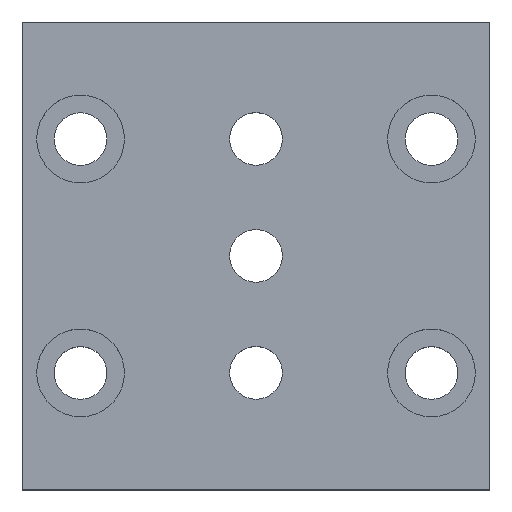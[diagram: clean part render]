
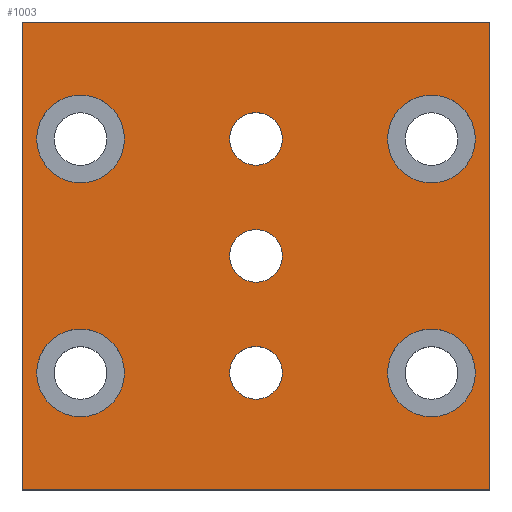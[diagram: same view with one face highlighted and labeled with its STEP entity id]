
A CAD part, top view. The second image highlights one B-rep face of the part: STEP entity #1003.
In plain terms, the highlighted planar face has unit normal (0, 0, 1).
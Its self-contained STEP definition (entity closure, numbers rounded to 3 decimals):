
#139=CARTESIAN_POINT('',(4.5,0.0,7.5));
#140=VERTEX_POINT('',#139);
#141=CARTESIAN_POINT('',(0.0,0.0,7.5));
#142=DIRECTION('',(0.0,0.0,-1.0));
#143=DIRECTION('',(-1.0,0.0,0.0));
#144=AXIS2_PLACEMENT_3D('',#141,#142,#143);
#145=CIRCLE('',#144,4.5);
#146=EDGE_CURVE('',#140,#140,#145,.T.);
#249=CARTESIAN_POINT('',(4.5,-20.0,7.5));
#250=VERTEX_POINT('',#249);
#251=CARTESIAN_POINT('',(0.0,-20.0,7.5));
#252=DIRECTION('',(0.0,0.0,-1.0));
#253=DIRECTION('',(-1.0,0.0,0.0));
#254=AXIS2_PLACEMENT_3D('',#251,#252,#253);
#255=CIRCLE('',#254,4.5);
#256=EDGE_CURVE('',#250,#250,#255,.T.);
#359=CARTESIAN_POINT('',(4.5,20.0,7.5));
#360=VERTEX_POINT('',#359);
#361=CARTESIAN_POINT('',(0.0,20.0,7.5));
#362=DIRECTION('',(0.0,0.0,-1.0));
#363=DIRECTION('',(-1.0,0.0,0.0));
#364=AXIS2_PLACEMENT_3D('',#361,#362,#363);
#365=CIRCLE('',#364,4.5);
#366=EDGE_CURVE('',#360,#360,#365,.T.);
#428=CARTESIAN_POINT('',(37.5,-20.0,7.5));
#429=VERTEX_POINT('',#428);
#430=CARTESIAN_POINT('',(30.0,-20.0,7.5));
#431=DIRECTION('',(0.0,0.0,-1.0));
#432=DIRECTION('',(1.0,0.0,0.0));
#433=AXIS2_PLACEMENT_3D('',#430,#431,#432);
#434=CIRCLE('',#433,7.5);
#435=EDGE_CURVE('',#429,#429,#434,.T.);
#538=CARTESIAN_POINT('',(-22.5,20.0,7.5));
#539=VERTEX_POINT('',#538);
#540=CARTESIAN_POINT('',(-30.0,20.0,7.5));
#541=DIRECTION('',(0.0,0.0,-1.0));
#542=DIRECTION('',(1.0,0.0,0.0));
#543=AXIS2_PLACEMENT_3D('',#540,#541,#542);
#544=CIRCLE('',#543,7.5);
#545=EDGE_CURVE('',#539,#539,#544,.T.);
#648=CARTESIAN_POINT('',(37.5,20.0,7.5));
#649=VERTEX_POINT('',#648);
#650=CARTESIAN_POINT('',(30.0,20.0,7.5));
#651=DIRECTION('',(0.0,0.0,-1.0));
#652=DIRECTION('',(1.0,0.0,0.0));
#653=AXIS2_PLACEMENT_3D('',#650,#651,#652);
#654=CIRCLE('',#653,7.5);
#655=EDGE_CURVE('',#649,#649,#654,.T.);
#758=CARTESIAN_POINT('',(-22.5,-20.0,7.5));
#759=VERTEX_POINT('',#758);
#760=CARTESIAN_POINT('',(-30.0,-20.0,7.5));
#761=DIRECTION('',(0.0,0.0,-1.0));
#762=DIRECTION('',(1.0,0.0,0.0));
#763=AXIS2_PLACEMENT_3D('',#760,#761,#762);
#764=CIRCLE('',#763,7.5);
#765=EDGE_CURVE('',#759,#759,#764,.T.);
#880=CARTESIAN_POINT('',(-40.0,-40.0,7.5));
#881=VERTEX_POINT('',#880);
#882=CARTESIAN_POINT('',(-40.0,40.0,7.5));
#883=VERTEX_POINT('',#882);
#884=CARTESIAN_POINT('',(-40.0,-40.0,7.5));
#885=DIRECTION('',(0.0,1.0,0.0));
#886=VECTOR('',#885,80.0);
#887=LINE('',#884,#886);
#888=EDGE_CURVE('',#881,#883,#887,.T.);
#911=CARTESIAN_POINT('',(40.0,40.0,7.5));
#912=VERTEX_POINT('',#911);
#913=CARTESIAN_POINT('',(-40.0,40.0,7.5));
#914=DIRECTION('',(1.0,0.0,0.0));
#915=VECTOR('',#914,80.0);
#916=LINE('',#913,#915);
#917=EDGE_CURVE('',#883,#912,#916,.T.);
#935=CARTESIAN_POINT('',(40.0,-40.0,7.5));
#936=VERTEX_POINT('',#935);
#937=CARTESIAN_POINT('',(40.0,40.0,7.5));
#938=DIRECTION('',(0.0,-1.0,0.0));
#939=VECTOR('',#938,80.0);
#940=LINE('',#937,#939);
#941=EDGE_CURVE('',#912,#936,#940,.T.);
#959=CARTESIAN_POINT('',(40.0,-40.0,7.5));
#960=DIRECTION('',(-1.0,0.0,0.0));
#961=VECTOR('',#960,80.0);
#962=LINE('',#959,#961);
#963=EDGE_CURVE('',#936,#881,#962,.T.);
#971=CARTESIAN_POINT('',(0.0,0.,7.5));
#972=DIRECTION('',(0.0,0.0,1.0));
#973=DIRECTION('',(1.0,0.0,0.0));
#974=AXIS2_PLACEMENT_3D('',#971,#972,#973);
#975=PLANE('',#974);
#976=ORIENTED_EDGE('',*,*,#888,.F.);
#977=ORIENTED_EDGE('',*,*,#963,.F.);
#978=ORIENTED_EDGE('',*,*,#941,.F.);
#979=ORIENTED_EDGE('',*,*,#917,.F.);
#980=EDGE_LOOP('',(#976,#977,#978,#979));
#981=FACE_OUTER_BOUND('',#980,.T.);
#982=ORIENTED_EDGE('',*,*,#146,.T.);
#983=EDGE_LOOP('',(#982));
#984=FACE_BOUND('',#983,.T.);
#985=ORIENTED_EDGE('',*,*,#256,.T.);
#986=EDGE_LOOP('',(#985));
#987=FACE_BOUND('',#986,.T.);
#988=ORIENTED_EDGE('',*,*,#366,.T.);
#989=EDGE_LOOP('',(#988));
#990=FACE_BOUND('',#989,.T.);
#991=ORIENTED_EDGE('',*,*,#435,.T.);
#992=EDGE_LOOP('',(#991));
#993=FACE_BOUND('',#992,.T.);
#994=ORIENTED_EDGE('',*,*,#545,.T.);
#995=EDGE_LOOP('',(#994));
#996=FACE_BOUND('',#995,.T.);
#997=ORIENTED_EDGE('',*,*,#655,.T.);
#998=EDGE_LOOP('',(#997));
#999=FACE_BOUND('',#998,.T.);
#1000=ORIENTED_EDGE('',*,*,#765,.T.);
#1001=EDGE_LOOP('',(#1000));
#1002=FACE_BOUND('',#1001,.T.);
#1003=ADVANCED_FACE('',(#981,#984,#987,#990,#993,#996,#999,#1002),#975,.T.);
